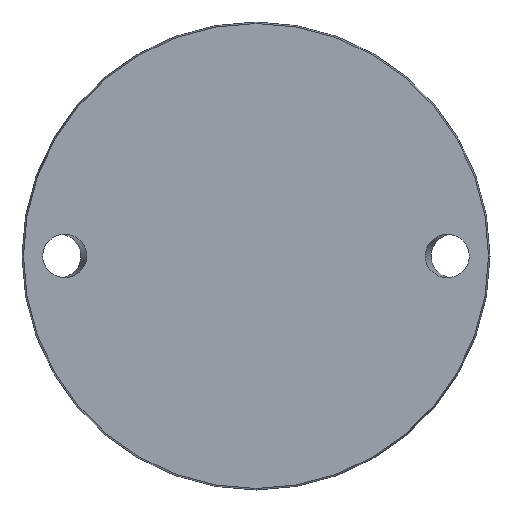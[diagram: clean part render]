
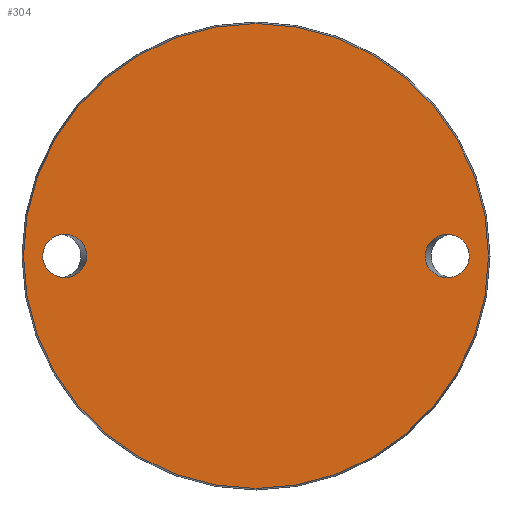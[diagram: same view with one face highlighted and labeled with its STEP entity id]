
A CAD part, front view. The second image highlights one B-rep face of the part: STEP entity #304.
In plain terms, the highlighted planar face has unit normal (0, -1, 0).
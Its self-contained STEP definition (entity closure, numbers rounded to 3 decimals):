
#37 = ORIENTED_EDGE ( 'NONE', *, *, #188, .F. ) ;
#50 = CARTESIAN_POINT ( 'NONE',  ( -81.115, 0., -16.5 ) ) ;
#62 =( BOUNDED_CURVE ( )  B_SPLINE_CURVE ( 3, ( #449, #592, #361, #296, #903, #150, #67 ),
 .UNSPECIFIED., .T., .T. ) 
 B_SPLINE_CURVE_WITH_KNOTS ( ( 4, 3, 4 ),
 ( 0., 3.142, 6.283 ),
 .UNSPECIFIED. ) 
 CURVE ( )  GEOMETRIC_REPRESENTATION_ITEM ( )  RATIONAL_B_SPLINE_CURVE ( ( 1., 0.333, 0.333, 1., 0.333, 0.333, 1. ) ) 
 REPRESENTATION_ITEM ( '' )  );
#67 = CARTESIAN_POINT ( 'NONE',  ( 64.385, 0., 0. ) ) ;
#80 = VERTEX_POINT ( 'NONE', #840 ) ;
#150 = CARTESIAN_POINT ( 'NONE',  ( 64.385, 0., 16.5 ) ) ;
#152 = EDGE_LOOP ( 'NONE', ( #901 ) ) ;
#161 = ORIENTED_EDGE ( 'NONE', *, *, #856, .T. ) ;
#176 = DIRECTION ( 'NONE',  ( 0., 1., 0. ) ) ;
#188 = EDGE_CURVE ( 'NONE', #676, #676, #62, .T. ) ;
#202 = EDGE_LOOP ( 'NONE', ( #37 ) ) ;
#230 = FACE_OUTER_BOUND ( 'NONE', #152, .T. ) ;
#243 = CARTESIAN_POINT ( 'NONE',  ( -88.425, 0., 0. ) ) ;
#296 = CARTESIAN_POINT ( 'NONE',  ( 81.115, 0., 0. ) ) ;
#304 = ADVANCED_FACE ( 'NONE', ( #785, #630, #230 ), #772, .F. ) ;
#320 = DIRECTION ( 'NONE',  ( 0., -1., 0. ) ) ;
#323 = EDGE_CURVE ( 'NONE', #80, #80, #510, .T. ) ;
#342 = CARTESIAN_POINT ( 'NONE',  ( -81.115, 0., 16.5 ) ) ;
#361 = CARTESIAN_POINT ( 'NONE',  ( 81.115, 0., -16.5 ) ) ;
#386 = CARTESIAN_POINT ( 'NONE',  ( 64.385, 0., 0. ) ) ;
#442 = CARTESIAN_POINT ( 'NONE',  ( -64.385, 0., 16.5 ) ) ;
#449 = CARTESIAN_POINT ( 'NONE',  ( 64.385, 0., 0. ) ) ;
#494 = EDGE_LOOP ( 'NONE', ( #161 ) ) ;
#510 = CIRCLE ( 'NONE', #735, 88.425 ) ;
#579 =( BOUNDED_CURVE ( )  B_SPLINE_CURVE ( 3, ( #813, #342, #442, #954, #888, #50, #824 ),
 .UNSPECIFIED., .T., .F. ) 
 B_SPLINE_CURVE_WITH_KNOTS ( ( 4, 3, 4 ),
 ( 0., 3.142, 6.283 ),
 .UNSPECIFIED. ) 
 CURVE ( )  GEOMETRIC_REPRESENTATION_ITEM ( )  RATIONAL_B_SPLINE_CURVE ( ( 1., 0.333, 0.333, 1., 0.333, 0.333, 1. ) ) 
 REPRESENTATION_ITEM ( '' )  );
#592 = CARTESIAN_POINT ( 'NONE',  ( 64.385, 0., -16.5 ) ) ;
#630 = FACE_BOUND ( 'NONE', #202, .T. ) ;
#676 = VERTEX_POINT ( 'NONE', #386 ) ;
#735 = AXIS2_PLACEMENT_3D ( 'NONE', #931, #320, #848 ) ;
#772 = PLANE ( 'NONE',  #910 ) ;
#785 = FACE_BOUND ( 'NONE', #494, .T. ) ;
#813 = CARTESIAN_POINT ( 'NONE',  ( -81.115, 0., 0. ) ) ;
#824 = CARTESIAN_POINT ( 'NONE',  ( -81.115, 0., 0. ) ) ;
#840 = CARTESIAN_POINT ( 'NONE',  ( 0., 0., -88.425 ) ) ;
#848 = DIRECTION ( 'NONE',  ( 0., 0., -1. ) ) ;
#852 = DIRECTION ( 'NONE',  ( 0., 0., 1. ) ) ;
#856 = EDGE_CURVE ( 'NONE', #909, #909, #579, .T. ) ;
#888 = CARTESIAN_POINT ( 'NONE',  ( -64.385, 0., -16.5 ) ) ;
#901 = ORIENTED_EDGE ( 'NONE', *, *, #323, .T. ) ;
#903 = CARTESIAN_POINT ( 'NONE',  ( 81.115, 0., 16.5 ) ) ;
#909 = VERTEX_POINT ( 'NONE', #989 ) ;
#910 = AXIS2_PLACEMENT_3D ( 'NONE', #243, #176, #852 ) ;
#931 = CARTESIAN_POINT ( 'NONE',  ( 0., 0., 0. ) ) ;
#954 = CARTESIAN_POINT ( 'NONE',  ( -64.385, 0., 0. ) ) ;
#989 = CARTESIAN_POINT ( 'NONE',  ( -81.115, 0., 0. ) ) ;
